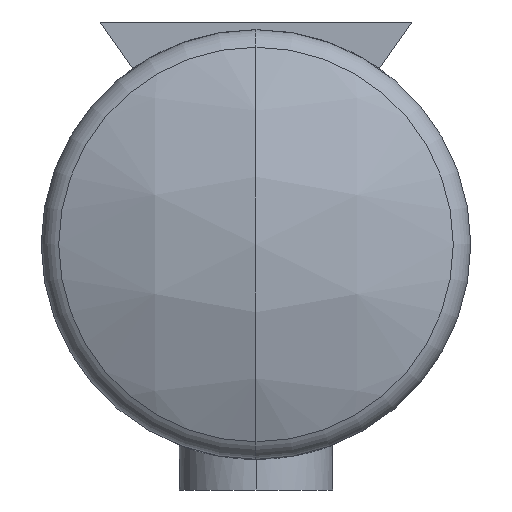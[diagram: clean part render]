
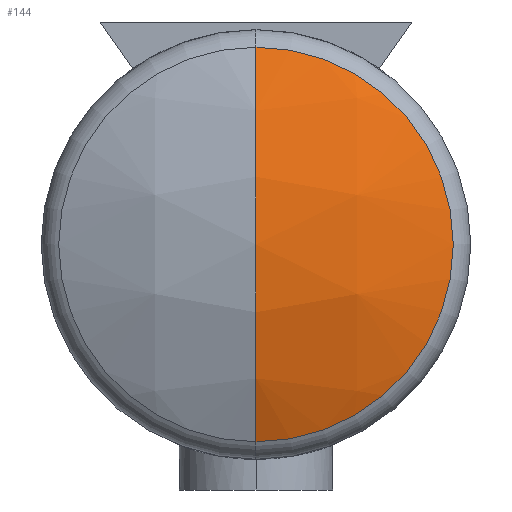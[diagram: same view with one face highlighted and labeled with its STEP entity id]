
A CAD part, left-side view. The second image highlights one B-rep face of the part: STEP entity #144.
In plain terms, the highlighted spherical face has radius 3000 mm.
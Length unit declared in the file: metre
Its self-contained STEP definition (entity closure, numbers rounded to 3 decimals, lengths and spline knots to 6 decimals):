
#45 = ORIENTED_EDGE ( 'NONE', *, *, #1026, .T. ) ;
#67 = EDGE_CURVE ( 'NONE', #606, #383, #883, .T. ) ;
#108 = EDGE_LOOP ( 'NONE', ( #45, #788, #882 ) ) ;
#144 = ADVANCED_FACE ( 'NONE', ( #982 ), #1078, .T. ) ;
#180 = AXIS2_PLACEMENT_3D ( 'NONE', #565, #716, #1073 ) ;
#225 = DIRECTION ( 'NONE',  ( 0., 0., -1. ) ) ;
#269 = CIRCLE ( 'NONE', #974, 1.285714 ) ;
#328 = CARTESIAN_POINT ( 'NONE',  ( -14.460524, 0., -3.895714 ) ) ;
#330 = DIRECTION ( 'NONE',  ( 0., -1., 0. ) ) ;
#383 = VERTEX_POINT ( 'NONE', #495 ) ;
#412 = VERTEX_POINT ( 'NONE', #328 ) ;
#459 = AXIS2_PLACEMENT_3D ( 'NONE', #911, #655, #732 ) ;
#481 = CIRCLE ( 'NONE', #180, 3. ) ;
#495 = CARTESIAN_POINT ( 'NONE',  ( -14.75, 0., -2.61 ) ) ;
#565 = CARTESIAN_POINT ( 'NONE',  ( -11.75, 0., -2.61 ) ) ;
#606 = VERTEX_POINT ( 'NONE', #893 ) ;
#633 = DIRECTION ( 'NONE',  ( 0., 0., -1. ) ) ;
#655 = DIRECTION ( 'NONE',  ( 0., -1., 0. ) ) ;
#688 = AXIS2_PLACEMENT_3D ( 'NONE', #996, #330, #225 ) ;
#716 = DIRECTION ( 'NONE',  ( 0., 1., 0. ) ) ;
#727 = CARTESIAN_POINT ( 'NONE',  ( -14.460524, 0., -2.61 ) ) ;
#732 = DIRECTION ( 'NONE',  ( 0., 0., -1. ) ) ;
#788 = ORIENTED_EDGE ( 'NONE', *, *, #67, .T. ) ;
#796 = DIRECTION ( 'NONE',  ( -1., 0., 0. ) ) ;
#882 = ORIENTED_EDGE ( 'NONE', *, *, #1089, .F. ) ;
#883 = CIRCLE ( 'NONE', #459, 3. ) ;
#893 = CARTESIAN_POINT ( 'NONE',  ( -14.460524, 0., -1.324286 ) ) ;
#911 = CARTESIAN_POINT ( 'NONE',  ( -11.75, 0., -2.61 ) ) ;
#974 = AXIS2_PLACEMENT_3D ( 'NONE', #727, #796, #633 ) ;
#982 = FACE_OUTER_BOUND ( 'NONE', #108, .T. ) ;
#996 = CARTESIAN_POINT ( 'NONE',  ( -11.75, 0., -2.61 ) ) ;
#1026 = EDGE_CURVE ( 'NONE', #412, #606, #269, .T. ) ;
#1073 = DIRECTION ( 'NONE',  ( 0., 0., 1. ) ) ;
#1078 = SPHERICAL_SURFACE ( 'NONE', #688, 3. ) ;
#1089 = EDGE_CURVE ( 'NONE', #412, #383, #481, .T. ) ;
